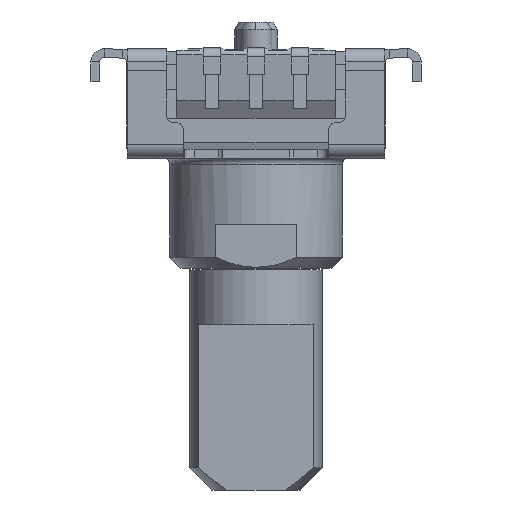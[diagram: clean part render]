
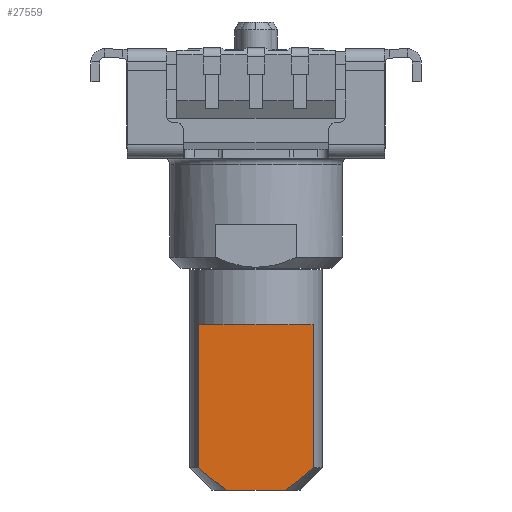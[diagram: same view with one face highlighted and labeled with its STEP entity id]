
A CAD part, front view. The second image highlights one B-rep face of the part: STEP entity #27559.
In plain terms, the highlighted planar face has unit normal (0, -1, 0).
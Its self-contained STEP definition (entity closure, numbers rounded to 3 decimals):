
#158 = LINE ( 'NONE', #19549, #19296 ) ;
#356 = VERTEX_POINT ( 'NONE', #16540 ) ;
#784 = VERTEX_POINT ( 'NONE', #22035 ) ;
#1079 = DIRECTION ( 'NONE',  ( 0., 0., -1. ) ) ;
#1192 = PLANE ( 'NONE',  #12881 ) ;
#1566 = CARTESIAN_POINT ( 'NONE',  ( 2.023, -1.5, -16.362 ) ) ;
#2115 = VERTEX_POINT ( 'NONE', #3334 ) ;
#2377 = VERTEX_POINT ( 'NONE', #16670 ) ;
#2642 = B_SPLINE_CURVE_WITH_KNOTS ( 'NONE', 3,
 ( #11712, #4448, #6862, #1566, #27371, #22027, #14302, #24597, #27165, #9210, #21915 ),
 .UNSPECIFIED., .F., .F.,
 ( 4, 1, 2, 2, 1, 1, 4 ),
 ( 0., 0.5, 0.562, 0.594, 0.625, 0.75, 1. ),
 .UNSPECIFIED. ) ;
#3033 = LINE ( 'NONE', #23567, #31443 ) ;
#3064 = VECTOR ( 'NONE', #13838, 1000. ) ;
#3334 = CARTESIAN_POINT ( 'NONE',  ( -1.323, -1.5, -16.88 ) ) ;
#3790 = ORIENTED_EDGE ( 'NONE', *, *, #29688, .T. ) ;
#3852 = CARTESIAN_POINT ( 'NONE',  ( -2.598, -1.5, -9.38 ) ) ;
#4016 = DIRECTION ( 'NONE',  ( 1., 0., 0. ) ) ;
#4117 = CARTESIAN_POINT ( 'NONE',  ( 2.598, -1.5, -9.38 ) ) ;
#4177 = EDGE_CURVE ( 'NONE', #19043, #30687, #5448, .T. ) ;
#4448 = CARTESIAN_POINT ( 'NONE',  ( 1.513, -1.5, -16.754 ) ) ;
#4483 = CARTESIAN_POINT ( 'NONE',  ( -2.119, -1.5, -16.284 ) ) ;
#4801 = CARTESIAN_POINT ( 'NONE',  ( -2.598, -1.5, -16.88 ) ) ;
#5448 = LINE ( 'NONE', #6017, #3064 ) ;
#6017 = CARTESIAN_POINT ( 'NONE',  ( 2.598, -1.5, -9.38 ) ) ;
#6294 = DIRECTION ( 'NONE',  ( 1., 0., 0. ) ) ;
#6503 = DIRECTION ( 'NONE',  ( 0., 1., 0. ) ) ;
#6862 = CARTESIAN_POINT ( 'NONE',  ( 1.753, -1.5, -16.578 ) ) ;
#8682 = CARTESIAN_POINT ( 'NONE',  ( -2.179, -1.5, -16.235 ) ) ;
#8795 = CARTESIAN_POINT ( 'NONE',  ( -2.486, -1.5, -15.977 ) ) ;
#9058 = CARTESIAN_POINT ( 'NONE',  ( 2.598, -1.5, -15.88 ) ) ;
#9210 = CARTESIAN_POINT ( 'NONE',  ( 2.486, -1.5, -15.977 ) ) ;
#9472 = CARTESIAN_POINT ( 'NONE',  ( -1.323, -1.5, -16.88 ) ) ;
#10389 = DIRECTION ( 'NONE',  ( 1., 0., 0. ) ) ;
#11401 = CARTESIAN_POINT ( 'NONE',  ( -2.108, -1.5, -16.293 ) ) ;
#11712 = CARTESIAN_POINT ( 'NONE',  ( 1.323, -1.5, -16.88 ) ) ;
#11808 = LINE ( 'NONE', #4801, #26239 ) ;
#12095 = EDGE_CURVE ( 'NONE', #356, #784, #3033, .T. ) ;
#12881 = AXIS2_PLACEMENT_3D ( 'NONE', #3852, #6503, #6294 ) ;
#13838 = DIRECTION ( 'NONE',  ( 0., 0., -1. ) ) ;
#13880 = CARTESIAN_POINT ( 'NONE',  ( -2.078, -1.5, -16.318 ) ) ;
#14302 = CARTESIAN_POINT ( 'NONE',  ( 2.103, -1.5, -16.297 ) ) ;
#16540 = CARTESIAN_POINT ( 'NONE',  ( -2.598, -1.5, -9.38 ) ) ;
#16670 = CARTESIAN_POINT ( 'NONE',  ( 1.323, -1.5, -16.88 ) ) ;
#16709 = EDGE_CURVE ( 'NONE', #356, #19043, #158, .T. ) ;
#19043 = VERTEX_POINT ( 'NONE', #4117 ) ;
#19237 = ORIENTED_EDGE ( 'NONE', *, *, #4177, .F. ) ;
#19296 = VECTOR ( 'NONE', #4016, 1000. ) ;
#19549 = CARTESIAN_POINT ( 'NONE',  ( -2.598, -1.5, -9.38 ) ) ;
#20963 = EDGE_LOOP ( 'NONE', ( #27220, #3790, #29480, #27948, #19237, #33194 ) ) ;
#21915 = CARTESIAN_POINT ( 'NONE',  ( 2.598, -1.5, -15.88 ) ) ;
#22027 = CARTESIAN_POINT ( 'NONE',  ( 2.079, -1.5, -16.316 ) ) ;
#22035 = CARTESIAN_POINT ( 'NONE',  ( -2.598, -1.5, -15.88 ) ) ;
#22402 = CARTESIAN_POINT ( 'NONE',  ( -2.598, -1.5, -15.88 ) ) ;
#23567 = CARTESIAN_POINT ( 'NONE',  ( -2.598, -1.5, -9.38 ) ) ;
#24597 = CARTESIAN_POINT ( 'NONE',  ( 2.163, -1.5, -16.248 ) ) ;
#24875 = CARTESIAN_POINT ( 'NONE',  ( -2.326, -1.5, -16.113 ) ) ;
#26239 = VECTOR ( 'NONE', #10389, 1000. ) ;
#27081 = EDGE_CURVE ( 'NONE', #2377, #30687, #2642, .T. ) ;
#27165 = CARTESIAN_POINT ( 'NONE',  ( 2.325, -1.5, -16.114 ) ) ;
#27220 = ORIENTED_EDGE ( 'NONE', *, *, #12095, .T. ) ;
#27371 = CARTESIAN_POINT ( 'NONE',  ( 2.068, -1.5, -16.325 ) ) ;
#27559 = ADVANCED_FACE ( 'NONE', ( #32371 ), #1192, .F. ) ;
#27948 = ORIENTED_EDGE ( 'NONE', *, *, #27081, .T. ) ;
#28353 = B_SPLINE_CURVE_WITH_KNOTS ( 'NONE', 3,
 ( #22402, #8795, #24875, #8682, #4483, #11401, #13880, #29302, #31799, #31916, #9472 ),
 .UNSPECIFIED., .F., .F.,
 ( 4, 1, 2, 2, 1, 1, 4 ),
 ( 0., 0.25, 0.375, 0.406, 0.438, 0.5, 1. ),
 .UNSPECIFIED. ) ;
#28493 = EDGE_CURVE ( 'NONE', #2115, #2377, #11808, .T. ) ;
#29302 = CARTESIAN_POINT ( 'NONE',  ( -2.032, -1.5, -16.354 ) ) ;
#29480 = ORIENTED_EDGE ( 'NONE', *, *, #28493, .T. ) ;
#29688 = EDGE_CURVE ( 'NONE', #784, #2115, #28353, .T. ) ;
#30687 = VERTEX_POINT ( 'NONE', #9058 ) ;
#31443 = VECTOR ( 'NONE', #1079, 1000. ) ;
#31799 = CARTESIAN_POINT ( 'NONE',  ( -1.75, -1.5, -16.58 ) ) ;
#31916 = CARTESIAN_POINT ( 'NONE',  ( -1.511, -1.5, -16.755 ) ) ;
#32371 = FACE_OUTER_BOUND ( 'NONE', #20963, .T. ) ;
#33194 = ORIENTED_EDGE ( 'NONE', *, *, #16709, .F. ) ;
